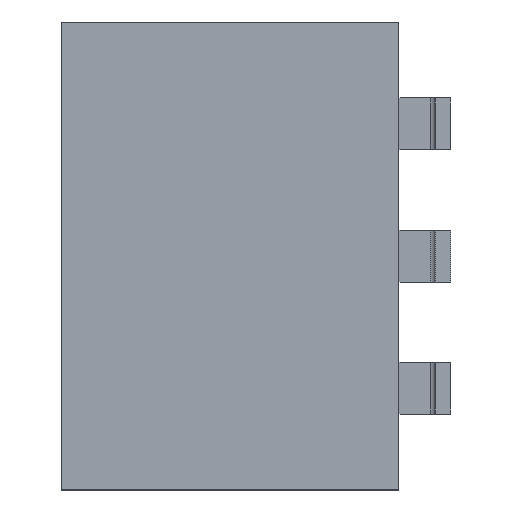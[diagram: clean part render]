
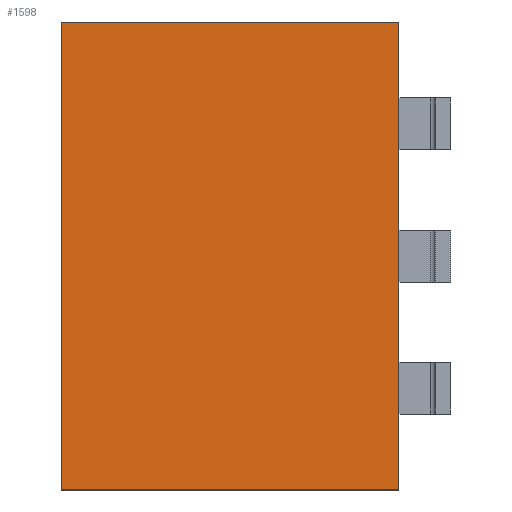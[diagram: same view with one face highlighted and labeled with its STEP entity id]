
A CAD part, left-side view. The second image highlights one B-rep face of the part: STEP entity #1598.
In plain terms, the highlighted planar face has unit normal (-1, 0, 0).
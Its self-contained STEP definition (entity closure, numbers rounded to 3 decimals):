
#25 = ORIENTED_EDGE ( 'NONE', *, *, #111, .T. ) ;
#58 = DIRECTION ( 'NONE',  ( 0., 0., 1. ) ) ;
#69 = VECTOR ( 'NONE', #58, 1000. ) ;
#98 = CARTESIAN_POINT ( 'NONE',  ( -6.4, 1., 4.5 ) ) ;
#111 = EDGE_CURVE ( 'NONE', #1656, #1136, #1324, .T. ) ;
#158 = DIRECTION ( 'NONE',  ( 0., -1., 0. ) ) ;
#221 = ORIENTED_EDGE ( 'NONE', *, *, #1239, .F. ) ;
#275 = CARTESIAN_POINT ( 'NONE',  ( -6.4, 30.647, 4.5 ) ) ;
#319 = CARTESIAN_POINT ( 'NONE',  ( -6.4, 30.647, -4.5 ) ) ;
#465 = LINE ( 'NONE', #1692, #987 ) ;
#504 = VECTOR ( 'NONE', #158, 1000. ) ;
#664 = EDGE_CURVE ( 'NONE', #1370, #756, #1112, .T. ) ;
#723 = VECTOR ( 'NONE', #1533, 1000. ) ;
#728 = CARTESIAN_POINT ( 'NONE',  ( -6.4, 7.5, 4.5 ) ) ;
#756 = VERTEX_POINT ( 'NONE', #728 ) ;
#777 = CARTESIAN_POINT ( 'NONE',  ( -6.4, 1., 4.5 ) ) ;
#813 = DIRECTION ( 'NONE',  ( 0., -1., 0. ) ) ;
#825 = CARTESIAN_POINT ( 'NONE',  ( -6.4, 7.5, -4.5 ) ) ;
#866 = EDGE_LOOP ( 'NONE', ( #1047, #1994, #25, #221 ) ) ;
#886 = DIRECTION ( 'NONE',  ( 0., 0., -1. ) ) ;
#899 = DIRECTION ( 'NONE',  ( 1., 0., 0. ) ) ;
#987 = VECTOR ( 'NONE', #813, 1000. ) ;
#1047 = ORIENTED_EDGE ( 'NONE', *, *, #664, .F. ) ;
#1112 = LINE ( 'NONE', #1161, #69 ) ;
#1136 = VERTEX_POINT ( 'NONE', #98 ) ;
#1161 = CARTESIAN_POINT ( 'NONE',  ( -6.4, 7.5, 4.5 ) ) ;
#1234 = AXIS2_PLACEMENT_3D ( 'NONE', #275, #899, #886 ) ;
#1239 = EDGE_CURVE ( 'NONE', #756, #1136, #465, .T. ) ;
#1324 = LINE ( 'NONE', #777, #723 ) ;
#1370 = VERTEX_POINT ( 'NONE', #825 ) ;
#1521 = CARTESIAN_POINT ( 'NONE',  ( -6.4, 1., -4.5 ) ) ;
#1533 = DIRECTION ( 'NONE',  ( 0., 0., 1. ) ) ;
#1598 = ADVANCED_FACE ( 'NONE', ( #1630 ), #1813, .F. ) ;
#1605 = LINE ( 'NONE', #319, #504 ) ;
#1630 = FACE_OUTER_BOUND ( 'NONE', #866, .T. ) ;
#1656 = VERTEX_POINT ( 'NONE', #1521 ) ;
#1692 = CARTESIAN_POINT ( 'NONE',  ( -6.4, 30.647, 4.5 ) ) ;
#1750 = EDGE_CURVE ( 'NONE', #1370, #1656, #1605, .T. ) ;
#1813 = PLANE ( 'NONE',  #1234 ) ;
#1994 = ORIENTED_EDGE ( 'NONE', *, *, #1750, .T. ) ;
